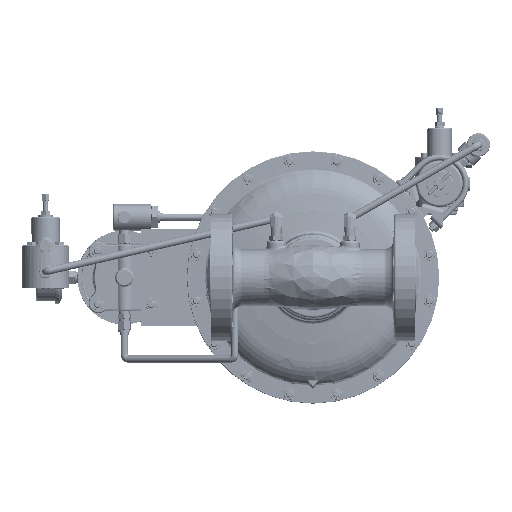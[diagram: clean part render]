
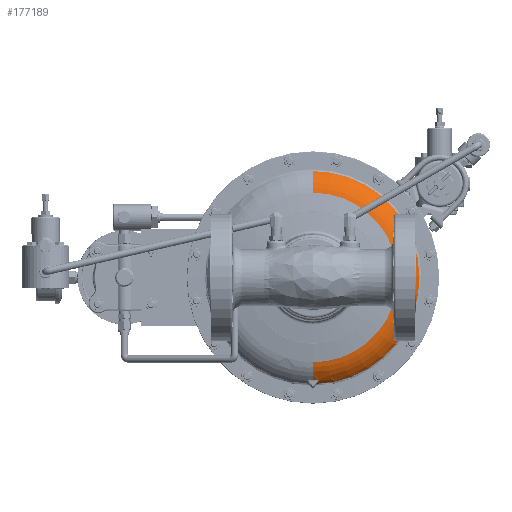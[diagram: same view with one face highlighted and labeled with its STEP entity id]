
A CAD part, front view. The second image highlights one B-rep face of the part: STEP entity #177189.
In plain terms, the highlighted toroidal (fillet/blend) face has major radius 101.323 mm and minor radius 46.038 mm.
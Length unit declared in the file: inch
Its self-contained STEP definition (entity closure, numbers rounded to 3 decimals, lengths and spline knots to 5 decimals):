
#11541 = CARTESIAN_POINT ( 'NONE',  ( 0.21609, 10.20306, -5.42991 ) ) ;
#12365 = EDGE_CURVE ( 'NONE', #68592, #22609, #188487, .T. ) ;
#12801 = CARTESIAN_POINT ( 'NONE',  ( 0.21609, 10.20306, -5.42991 ) ) ;
#22609 = VERTEX_POINT ( 'NONE', #338789 ) ;
#23419 = CARTESIAN_POINT ( 'NONE',  ( 0.21218, 9.97816, -5.22806 ) ) ;
#24472 = FACE_OUTER_BOUND ( 'NONE', #113241, .T. ) ;
#25957 = CARTESIAN_POINT ( 'NONE',  ( 0.22995, 9.97868, -5.22786 ) ) ;
#28154 = CARTESIAN_POINT ( 'NONE',  ( 0.30129, 10.02031, -5.26702 ) ) ;
#38660 = DIRECTION ( 'NONE',  ( 0., 0., -1. ) ) ;
#45152 = ORIENTED_EDGE ( 'NONE', *, *, #227651, .F. ) ;
#52498 = B_SPLINE_CURVE_WITH_KNOTS ( 'NONE', 3,
 ( #216671, #218866, #283208, #12801 ),
 .UNSPECIFIED., .F., .F.,
 ( 4, 4 ),
 ( 0., 0.0042 ),
 .UNSPECIFIED. ) ;
#55578 = ORIENTED_EDGE ( 'NONE', *, *, #12365, .T. ) ;
#59026 = CARTESIAN_POINT ( 'NONE',  ( 0., 9.97816, -5.23236 ) ) ;
#67475 = VERTEX_POINT ( 'NONE', #220813 ) ;
#68592 = VERTEX_POINT ( 'NONE', #11541 ) ;
#71512 = DIRECTION ( 'NONE',  ( 0., -1., 0. ) ) ;
#71559 = ORIENTED_EDGE ( 'NONE', *, *, #390271, .T. ) ;
#81596 = ORIENTED_EDGE ( 'NONE', *, *, #406883, .T. ) ;
#84703 = CARTESIAN_POINT ( 'NONE',  ( 0., 9.51697, -4.33036 ) ) ;
#98989 = CARTESIAN_POINT ( 'NONE',  ( 0.25606, 9.98315, -5.23138 ) ) ;
#101823 = DIRECTION ( 'NONE',  ( 0., -1., 0. ) ) ;
#112210 = DIRECTION ( 'NONE',  ( 0., 0., 1. ) ) ;
#113241 = EDGE_LOOP ( 'NONE', ( #45152, #81596, #294573, #403954, #55578, #71559, #377848, #337267 ) ) ;
#116011 = CIRCLE ( 'NONE', #434274, 5.23236 ) ;
#117594 = B_SPLINE_CURVE_WITH_KNOTS ( 'NONE', 3,
 ( #190131, #130053, #25957, #169817, #98989, #161110, #198752, #431507, #398249, #400371, #134353, #28154, #231957, #227642, #367137, #364940, #329614, #132191, #402544, #234094 ),
 .UNSPECIFIED., .F., .F.,
 ( 4, 2, 2, 2, 2, 2, 2, 2, 2, 4 ),
 ( 0., 0.00068, 0.00135, 0.00169, 0.00203, 0.0027, 0.00338, 0.00405, 0.00473, 0.0054 ),
 .UNSPECIFIED. ) ;
#123365 = DIRECTION ( 'NONE',  ( 0., 0., -1. ) ) ;
#130053 = CARTESIAN_POINT ( 'NONE',  ( 0.2211, 9.97816, -5.2277 ) ) ;
#132191 = CARTESIAN_POINT ( 'NONE',  ( 0.29152, 10.07664, -5.32121 ) ) ;
#134353 = CARTESIAN_POINT ( 'NONE',  ( 0.29543, 10.00821, -5.25522 ) ) ;
#135952 = VERTEX_POINT ( 'NONE', #148399 ) ;
#138078 = DIRECTION ( 'NONE',  ( 0., 0., -1. ) ) ;
#141283 = DIRECTION ( 'NONE',  ( 0., 0., 1. ) ) ;
#148399 = CARTESIAN_POINT ( 'NONE',  ( 0.28423, 10.08847, -5.33227 ) ) ;
#149929 = DIRECTION ( 'NONE',  ( 0., -1., 0. ) ) ;
#155151 = EDGE_CURVE ( 'NONE', #394852, #67475, #392421, .T. ) ;
#156118 = CIRCLE ( 'NONE', #425062, 1.8125 ) ;
#161110 = CARTESIAN_POINT ( 'NONE',  ( 0.26796, 9.98755, -5.2354 ) ) ;
#164442 = CARTESIAN_POINT ( 'NONE',  ( 0., 11.29706, -3.98911 ) ) ;
#169817 = CARTESIAN_POINT ( 'NONE',  ( 0.24746, 9.98117, -5.2297 ) ) ;
#177189 = ADVANCED_FACE ( 'NONE', ( #24472 ), #421312, .T. ) ;
#188487 = CIRCLE ( 'NONE', #266223, 5.43421 ) ;
#190131 = CARTESIAN_POINT ( 'NONE',  ( 0.21218, 9.97816, -5.22806 ) ) ;
#198752 = CARTESIAN_POINT ( 'NONE',  ( 0.27182, 9.98928, -5.23701 ) ) ;
#201285 = AXIS2_PLACEMENT_3D ( 'NONE', #381679, #71512, #344038 ) ;
#201719 = AXIS2_PLACEMENT_3D ( 'NONE', #301339, #101823, #112210 ) ;
#213453 = DIRECTION ( 'NONE',  ( 1., 0., 0. ) ) ;
#216671 = CARTESIAN_POINT ( 'NONE',  ( 0.28423, 10.08847, -5.33227 ) ) ;
#218866 = CARTESIAN_POINT ( 'NONE',  ( 0.26023, 10.12478, -5.36609 ) ) ;
#220813 = CARTESIAN_POINT ( 'NONE',  ( 0., 9.51697, 4.33036 ) ) ;
#227642 = CARTESIAN_POINT ( 'NONE',  ( 0.30336, 10.03933, -5.28554 ) ) ;
#227651 = EDGE_CURVE ( 'NONE', #357242, #316020, #314371, .T. ) ;
#231957 = CARTESIAN_POINT ( 'NONE',  ( 0.3027, 10.02655, -5.27312 ) ) ;
#234094 = CARTESIAN_POINT ( 'NONE',  ( 0.28423, 10.08847, -5.33227 ) ) ;
#234646 = EDGE_CURVE ( 'NONE', #328726, #135952, #117594, .T. ) ;
#256407 = CARTESIAN_POINT ( 'NONE',  ( 0., 10.20306, 0. ) ) ;
#266223 = AXIS2_PLACEMENT_3D ( 'NONE', #256407, #149929, #123365 ) ;
#283208 = CARTESIAN_POINT ( 'NONE',  ( 0.23747, 10.16297, -5.39869 ) ) ;
#294573 = ORIENTED_EDGE ( 'NONE', *, *, #234646, .T. ) ;
#298926 = CIRCLE ( 'NONE', #305862, 4.33036 ) ;
#301339 = CARTESIAN_POINT ( 'NONE',  ( 0., 11.29706, 0. ) ) ;
#305862 = AXIS2_PLACEMENT_3D ( 'NONE', #309867, #411720, #141283 ) ;
#309867 = CARTESIAN_POINT ( 'NONE',  ( 0., 9.51697, 0. ) ) ;
#314371 = CIRCLE ( 'NONE', #335533, 1.8125 ) ;
#316020 = VERTEX_POINT ( 'NONE', #84703 ) ;
#328726 = VERTEX_POINT ( 'NONE', #23419 ) ;
#329614 = CARTESIAN_POINT ( 'NONE',  ( 0.29725, 10.06442, -5.30964 ) ) ;
#335533 = AXIS2_PLACEMENT_3D ( 'NONE', #164442, #434830, #339428 ) ;
#337267 = ORIENTED_EDGE ( 'NONE', *, *, #360537, .F. ) ;
#338789 = CARTESIAN_POINT ( 'NONE',  ( 0., 10.20306, 5.43421 ) ) ;
#339428 = DIRECTION ( 'NONE',  ( 0., 0., 1. ) ) ;
#340080 = CARTESIAN_POINT ( 'NONE',  ( 0., 9.97816, 0. ) ) ;
#344038 = DIRECTION ( 'NONE',  ( 0., 0., 1. ) ) ;
#357242 = VERTEX_POINT ( 'NONE', #59026 ) ;
#360537 = EDGE_CURVE ( 'NONE', #316020, #394852, #298926, .T. ) ;
#364940 = CARTESIAN_POINT ( 'NONE',  ( 0.29955, 10.0582, -5.30371 ) ) ;
#367137 = CARTESIAN_POINT ( 'NONE',  ( 0.30259, 10.04568, -5.29169 ) ) ;
#377848 = ORIENTED_EDGE ( 'NONE', *, *, #155151, .F. ) ;
#381679 = CARTESIAN_POINT ( 'NONE',  ( 0., 9.51697, 0. ) ) ;
#390271 = EDGE_CURVE ( 'NONE', #22609, #67475, #156118, .T. ) ;
#392421 = CIRCLE ( 'NONE', #201285, 4.33036 ) ;
#394852 = VERTEX_POINT ( 'NONE', #401764 ) ;
#398249 = CARTESIAN_POINT ( 'NONE',  ( 0.28215, 9.99535, -5.24276 ) ) ;
#400371 = CARTESIAN_POINT ( 'NONE',  ( 0.291, 10.00258, -5.24973 ) ) ;
#401764 = CARTESIAN_POINT ( 'NONE',  ( 4.33036, 9.51697, 0. ) ) ;
#402544 = CARTESIAN_POINT ( 'NONE',  ( 0.2881, 10.08261, -5.32681 ) ) ;
#403954 = ORIENTED_EDGE ( 'NONE', *, *, #417333, .T. ) ;
#406883 = EDGE_CURVE ( 'NONE', #357242, #328726, #116011, .T. ) ;
#408701 = DIRECTION ( 'NONE',  ( 0., -1., 0. ) ) ;
#411720 = DIRECTION ( 'NONE',  ( 0., -1., 0. ) ) ;
#412898 = CARTESIAN_POINT ( 'NONE',  ( 0., 11.29706, 3.98911 ) ) ;
#417333 = EDGE_CURVE ( 'NONE', #135952, #68592, #52498, .T. ) ;
#421312 = TOROIDAL_SURFACE ( 'NONE', #201719, 3.98911, 1.8125 ) ;
#425062 = AXIS2_PLACEMENT_3D ( 'NONE', #412898, #213453, #138078 ) ;
#431507 = CARTESIAN_POINT ( 'NONE',  ( 0.27889, 9.99318, -5.24069 ) ) ;
#434274 = AXIS2_PLACEMENT_3D ( 'NONE', #340080, #408701, #38660 ) ;
#434830 = DIRECTION ( 'NONE',  ( -1., 0., 0. ) ) ;
